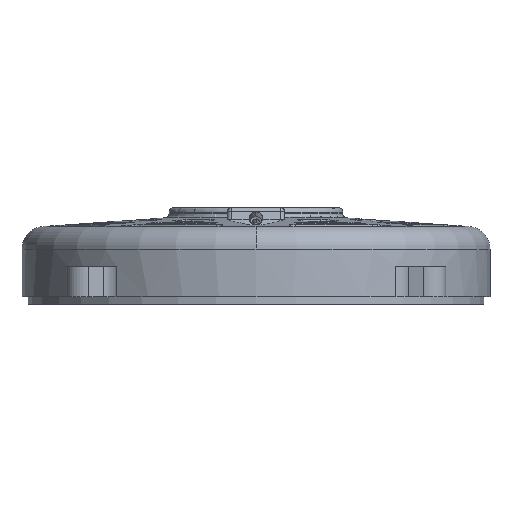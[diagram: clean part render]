
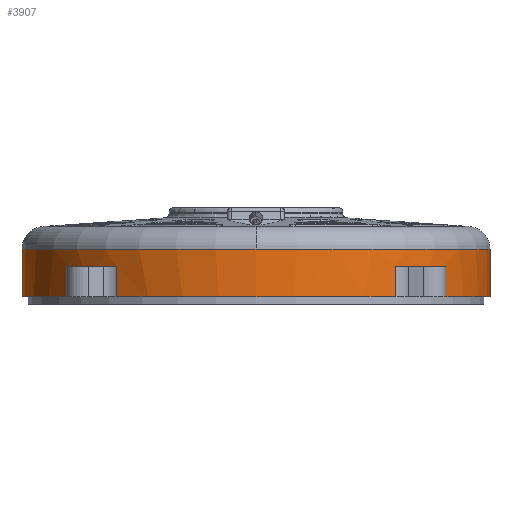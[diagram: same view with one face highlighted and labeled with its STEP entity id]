
A CAD part, front view. The second image highlights one B-rep face of the part: STEP entity #3907.
In plain terms, the highlighted cylindrical face has radius 155 mm (diameter 310 mm), a partial arc.
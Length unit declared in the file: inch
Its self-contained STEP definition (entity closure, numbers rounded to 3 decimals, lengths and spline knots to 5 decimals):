
#557 = DIRECTION ( 'NONE',  ( -1., 0., 0. ) ) ;
#770 = DIRECTION ( 'NONE',  ( -1., 0., 0. ) ) ;
#1069 = CARTESIAN_POINT ( 'NONE',  ( -4.89938, -3.63798, 0.7874 ) ) ;
#1142 = LINE ( 'NONE', #23871, #9871 ) ;
#1808 = EDGE_CURVE ( 'NONE', #9342, #29117, #38637, .T. ) ;
#2020 = EDGE_CURVE ( 'NONE', #18854, #9975, #18709, .T. ) ;
#2273 = CARTESIAN_POINT ( 'NONE',  ( -4.89938, -3.63798, 0.04066 ) ) ;
#3034 = LINE ( 'NONE', #8351, #10343 ) ;
#3307 = ORIENTED_EDGE ( 'NONE', *, *, #4177, .F. ) ;
#3520 = EDGE_CURVE ( 'NONE', #19656, #28410, #3034, .T. ) ;
#3907 = ADVANCED_FACE ( 'NONE', ( #30325 ), #30986, .T. ) ;
#4177 = EDGE_CURVE ( 'NONE', #19656, #29117, #15883, .T. ) ;
#4431 = DIRECTION ( 'NONE',  ( -1., 0., 0. ) ) ;
#4507 = ORIENTED_EDGE ( 'NONE', *, *, #39640, .T. ) ;
#4613 = VECTOR ( 'NONE', #35022, 39.37008 ) ;
#5321 = CARTESIAN_POINT ( 'NONE',  ( 0., 0., 0.7874 ) ) ;
#5406 = CARTESIAN_POINT ( 'NONE',  ( -3.63798, -4.89938, 0.04066 ) ) ;
#6518 = VECTOR ( 'NONE', #31385, 39.37008 ) ;
#6866 = CARTESIAN_POINT ( 'NONE',  ( -4.89938, -3.63798, 0. ) ) ;
#8229 = EDGE_CURVE ( 'NONE', #25556, #20958, #16237, .T. ) ;
#8268 = ORIENTED_EDGE ( 'NONE', *, *, #8347, .F. ) ;
#8298 = CIRCLE ( 'NONE', #21512, 6.10236 ) ;
#8347 = EDGE_CURVE ( 'NONE', #34082, #23973, #1142, .T. ) ;
#8351 = CARTESIAN_POINT ( 'NONE',  ( 3.63798, -4.89938, 0.04066 ) ) ;
#9342 = VERTEX_POINT ( 'NONE', #37203 ) ;
#9871 = VECTOR ( 'NONE', #11494, 39.37008 ) ;
#9975 = VERTEX_POINT ( 'NONE', #1069 ) ;
#9993 = DIRECTION ( 'NONE',  ( -1., 0., 0. ) ) ;
#10102 = CARTESIAN_POINT ( 'NONE',  ( 0., 0., 0.04066 ) ) ;
#10223 = CIRCLE ( 'NONE', #27548, 6.10236 ) ;
#10263 = CARTESIAN_POINT ( 'NONE',  ( 4.89938, -3.63798, 0. ) ) ;
#10343 = VECTOR ( 'NONE', #11915, 39.37008 ) ;
#10516 = DIRECTION ( 'NONE',  ( 0., 0., -1. ) ) ;
#10852 = AXIS2_PLACEMENT_3D ( 'NONE', #16838, #19658, #770 ) ;
#11494 = DIRECTION ( 'NONE',  ( 0., 0., -1. ) ) ;
#11520 = ORIENTED_EDGE ( 'NONE', *, *, #22792, .T. ) ;
#11915 = DIRECTION ( 'NONE',  ( 0., 0., 1. ) ) ;
#12875 = ORIENTED_EDGE ( 'NONE', *, *, #3520, .T. ) ;
#13133 = CARTESIAN_POINT ( 'NONE',  ( -6.10236, 0., 0.04066 ) ) ;
#13640 = CARTESIAN_POINT ( 'NONE',  ( 0., 0., 0.7874 ) ) ;
#13726 = EDGE_CURVE ( 'NONE', #18854, #27316, #8298, .T. ) ;
#13758 = CARTESIAN_POINT ( 'NONE',  ( 3.63798, -4.89938, 0. ) ) ;
#14375 = CARTESIAN_POINT ( 'NONE',  ( 6.10236, 0., 1.24453 ) ) ;
#14755 = DIRECTION ( 'NONE',  ( 0., 0., -1. ) ) ;
#15003 = EDGE_CURVE ( 'NONE', #34082, #25556, #10223, .T. ) ;
#15174 = AXIS2_PLACEMENT_3D ( 'NONE', #10102, #10516, #16802 ) ;
#15883 = CIRCLE ( 'NONE', #10852, 6.10236 ) ;
#16237 = CIRCLE ( 'NONE', #20007, 6.10236 ) ;
#16802 = DIRECTION ( 'NONE',  ( -1., 0., 0. ) ) ;
#16817 = AXIS2_PLACEMENT_3D ( 'NONE', #13640, #19882, #29026 ) ;
#16838 = CARTESIAN_POINT ( 'NONE',  ( 0., 0., 0. ) ) ;
#17200 = EDGE_LOOP ( 'NONE', ( #8268, #35750, #34251, #11520, #32601, #19118, #24220, #39751, #3307, #12875, #28566, #4507, #25275 ) ) ;
#17690 = CARTESIAN_POINT ( 'NONE',  ( -6.10236, 0., 1.24453 ) ) ;
#18336 = EDGE_CURVE ( 'NONE', #23973, #22789, #37234, .T. ) ;
#18709 = LINE ( 'NONE', #2273, #24066 ) ;
#18854 = VERTEX_POINT ( 'NONE', #6866 ) ;
#19118 = ORIENTED_EDGE ( 'NONE', *, *, #2020, .T. ) ;
#19317 = CARTESIAN_POINT ( 'NONE',  ( 3.63798, -4.89938, 0.7874 ) ) ;
#19656 = VERTEX_POINT ( 'NONE', #13758 ) ;
#19658 = DIRECTION ( 'NONE',  ( 0., 0., -1. ) ) ;
#19882 = DIRECTION ( 'NONE',  ( 0., 0., -1. ) ) ;
#20007 = AXIS2_PLACEMENT_3D ( 'NONE', #31662, #38288, #9993 ) ;
#20958 = VERTEX_POINT ( 'NONE', #17690 ) ;
#21182 = LINE ( 'NONE', #13133, #4613 ) ;
#21512 = AXIS2_PLACEMENT_3D ( 'NONE', #24076, #23938, #33465 ) ;
#22123 = CIRCLE ( 'NONE', #34276, 6.10236 ) ;
#22789 = VERTEX_POINT ( 'NONE', #10263 ) ;
#22792 = EDGE_CURVE ( 'NONE', #20958, #27316, #21182, .T. ) ;
#23871 = CARTESIAN_POINT ( 'NONE',  ( 6.10236, 0., 0.04066 ) ) ;
#23938 = DIRECTION ( 'NONE',  ( 0., 0., -1. ) ) ;
#23973 = VERTEX_POINT ( 'NONE', #36851 ) ;
#24066 = VECTOR ( 'NONE', #30062, 39.37008 ) ;
#24076 = CARTESIAN_POINT ( 'NONE',  ( 0., 0., 0. ) ) ;
#24220 = ORIENTED_EDGE ( 'NONE', *, *, #38267, .F. ) ;
#24571 = VECTOR ( 'NONE', #27225, 39.37008 ) ;
#24640 = CARTESIAN_POINT ( 'NONE',  ( 0., 0., 0. ) ) ;
#25275 = ORIENTED_EDGE ( 'NONE', *, *, #18336, .F. ) ;
#25556 = VERTEX_POINT ( 'NONE', #29106 ) ;
#27225 = DIRECTION ( 'NONE',  ( 0., 0., -1. ) ) ;
#27316 = VERTEX_POINT ( 'NONE', #32885 ) ;
#27473 = AXIS2_PLACEMENT_3D ( 'NONE', #24640, #27635, #557 ) ;
#27480 = CIRCLE ( 'NONE', #16817, 6.10236 ) ;
#27548 = AXIS2_PLACEMENT_3D ( 'NONE', #31944, #38145, #31800 ) ;
#27635 = DIRECTION ( 'NONE',  ( 0., 0., -1. ) ) ;
#28410 = VERTEX_POINT ( 'NONE', #19317 ) ;
#28566 = ORIENTED_EDGE ( 'NONE', *, *, #37245, .F. ) ;
#29026 = DIRECTION ( 'NONE',  ( -1., 0., 0. ) ) ;
#29106 = CARTESIAN_POINT ( 'NONE',  ( 0., -6.10236, 1.24453 ) ) ;
#29117 = VERTEX_POINT ( 'NONE', #33021 ) ;
#29921 = LINE ( 'NONE', #37204, #6518 ) ;
#30062 = DIRECTION ( 'NONE',  ( 0., 0., 1. ) ) ;
#30325 = FACE_OUTER_BOUND ( 'NONE', #17200, .T. ) ;
#30986 = CYLINDRICAL_SURFACE ( 'NONE', #15174, 6.10236 ) ;
#31385 = DIRECTION ( 'NONE',  ( 0., 0., -1. ) ) ;
#31662 = CARTESIAN_POINT ( 'NONE',  ( 0., 0., 1.24453 ) ) ;
#31800 = DIRECTION ( 'NONE',  ( -1., 0., 0. ) ) ;
#31944 = CARTESIAN_POINT ( 'NONE',  ( 0., 0., 1.24453 ) ) ;
#32601 = ORIENTED_EDGE ( 'NONE', *, *, #13726, .F. ) ;
#32885 = CARTESIAN_POINT ( 'NONE',  ( -6.10236, 0., 0. ) ) ;
#33021 = CARTESIAN_POINT ( 'NONE',  ( -3.63798, -4.89938, 0. ) ) ;
#33465 = DIRECTION ( 'NONE',  ( -1., 0., 0. ) ) ;
#33565 = VERTEX_POINT ( 'NONE', #34646 ) ;
#34082 = VERTEX_POINT ( 'NONE', #14375 ) ;
#34251 = ORIENTED_EDGE ( 'NONE', *, *, #8229, .T. ) ;
#34276 = AXIS2_PLACEMENT_3D ( 'NONE', #5321, #14755, #4431 ) ;
#34646 = CARTESIAN_POINT ( 'NONE',  ( 4.89938, -3.63798, 0.7874 ) ) ;
#35022 = DIRECTION ( 'NONE',  ( 0., 0., -1. ) ) ;
#35750 = ORIENTED_EDGE ( 'NONE', *, *, #15003, .T. ) ;
#36851 = CARTESIAN_POINT ( 'NONE',  ( 6.10236, 0., 0. ) ) ;
#37203 = CARTESIAN_POINT ( 'NONE',  ( -3.63798, -4.89938, 0.7874 ) ) ;
#37204 = CARTESIAN_POINT ( 'NONE',  ( 4.89938, -3.63798, 0.04066 ) ) ;
#37234 = CIRCLE ( 'NONE', #27473, 6.10236 ) ;
#37245 = EDGE_CURVE ( 'NONE', #33565, #28410, #22123, .T. ) ;
#38145 = DIRECTION ( 'NONE',  ( 0., 0., -1. ) ) ;
#38267 = EDGE_CURVE ( 'NONE', #9342, #9975, #27480, .T. ) ;
#38288 = DIRECTION ( 'NONE',  ( 0., 0., -1. ) ) ;
#38637 = LINE ( 'NONE', #5406, #24571 ) ;
#39640 = EDGE_CURVE ( 'NONE', #33565, #22789, #29921, .T. ) ;
#39751 = ORIENTED_EDGE ( 'NONE', *, *, #1808, .T. ) ;
